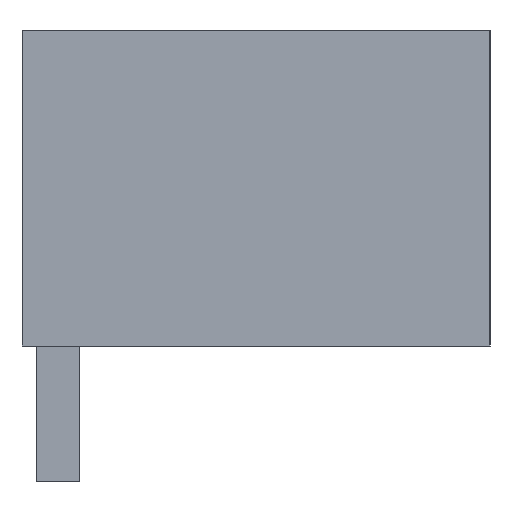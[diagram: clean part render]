
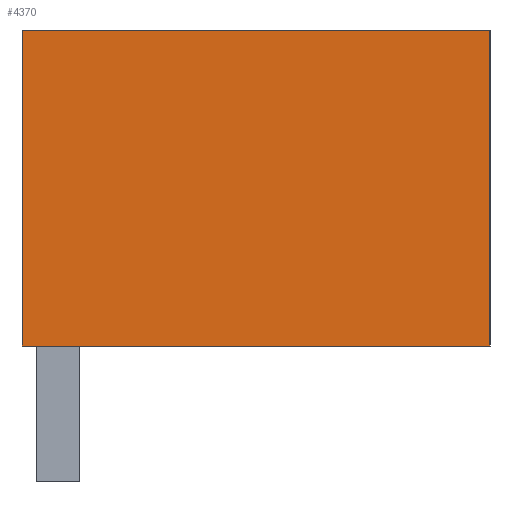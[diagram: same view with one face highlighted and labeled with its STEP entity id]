
A CAD part, left-side view. The second image highlights one B-rep face of the part: STEP entity #4370.
In plain terms, the highlighted planar face has unit normal (-1, 0, 0).
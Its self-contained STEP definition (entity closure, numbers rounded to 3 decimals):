
#4357=AXIS2_PLACEMENT_3D('Plane Axis2P3D',#4354,#4355,#4356) ;
#1382=CARTESIAN_POINT('Vertex',(0.,11.05,3.2)) ;
#1385=CARTESIAN_POINT('Line Origine',(0.,11.05,6.925)) ;
#1389=CARTESIAN_POINT('Vertex',(0.,11.05,10.65)) ;
#1751=CARTESIAN_POINT('Line Origine',(0.,5.525,3.2)) ;
#1755=CARTESIAN_POINT('Vertex',(0.,0.,3.2)) ;
#3473=CARTESIAN_POINT('Line Origine',(0.,5.525,10.65)) ;
#3477=CARTESIAN_POINT('Vertex',(0.,0.,10.65)) ;
#4354=CARTESIAN_POINT('Axis2P3D Location',(0.,11.05,0.)) ;
#4359=CARTESIAN_POINT('Line Origine',(0.,0.,6.925)) ;
#1386=DIRECTION('Vector Direction',(0.,0.,-1.)) ;
#1752=DIRECTION('Vector Direction',(0.,1.,0.)) ;
#3474=DIRECTION('Vector Direction',(0.,-1.,0.)) ;
#4355=DIRECTION('Axis2P3D Direction',(-1.,0.,0.)) ;
#4356=DIRECTION('Axis2P3D XDirection',(0.,-1.,0.)) ;
#4360=DIRECTION('Vector Direction',(0.,0.,1.)) ;
#1387=VECTOR('Line Direction',#1386,1.) ;
#1753=VECTOR('Line Direction',#1752,1.) ;
#3475=VECTOR('Line Direction',#3474,1.) ;
#4361=VECTOR('Line Direction',#4360,1.) ;
#4365=ORIENTED_EDGE('',*,*,#1391,.T.) ;
#4366=ORIENTED_EDGE('',*,*,#1757,.T.) ;
#4367=ORIENTED_EDGE('',*,*,#4363,.T.) ;
#4368=ORIENTED_EDGE('',*,*,#3479,.T.) ;
#4370=ADVANCED_FACE('HOUSING',(#4369),#4358,.T.) ;
#1391=EDGE_CURVE('',#1390,#1383,#1388,.T.) ;
#1757=EDGE_CURVE('',#1383,#1756,#1754,.F.) ;
#3479=EDGE_CURVE('',#3478,#1390,#3476,.F.) ;
#4363=EDGE_CURVE('',#1756,#3478,#4362,.T.) ;
#4364=EDGE_LOOP('',(#4365,#4366,#4367,#4368)) ;
#4369=FACE_OUTER_BOUND('',#4364,.T.) ;
#1388=LINE('Line',#1385,#1387) ;
#1754=LINE('Line',#1751,#1753) ;
#3476=LINE('Line',#3473,#3475) ;
#4362=LINE('Line',#4359,#4361) ;
#4358=PLANE('',#4357) ;
#1383=VERTEX_POINT('',#1382) ;
#1390=VERTEX_POINT('',#1389) ;
#1756=VERTEX_POINT('',#1755) ;
#3478=VERTEX_POINT('',#3477) ;
